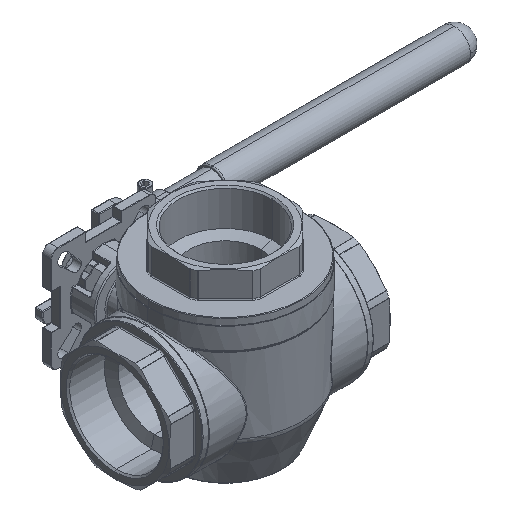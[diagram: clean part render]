
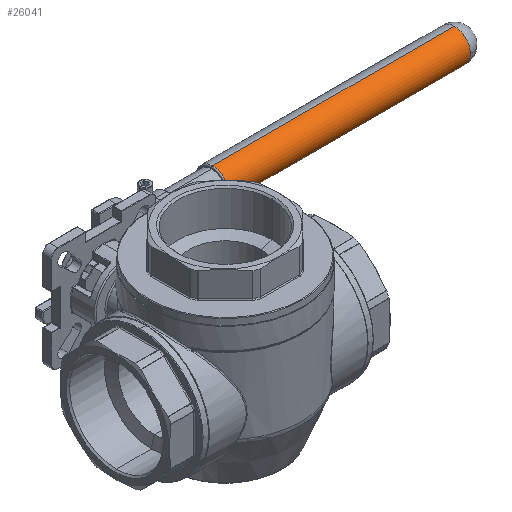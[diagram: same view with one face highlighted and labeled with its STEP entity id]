
A CAD part, isometric view. The second image highlights one B-rep face of the part: STEP entity #26041.
In plain terms, the highlighted cylindrical face has radius 14.5 mm (diameter 29 mm), a partial arc.
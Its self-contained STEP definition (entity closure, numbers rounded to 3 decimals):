
#362 = AXIS2_PLACEMENT_3D ( 'NONE', #21478, #8330, #7562 ) ;
#1435 = CARTESIAN_POINT ( 'NONE',  ( 345., 123., 0. ) ) ;
#1678 = FACE_OUTER_BOUND ( 'NONE', #20935, .T. ) ;
#5447 = ORIENTED_EDGE ( 'NONE', *, *, #21024, .T. ) ;
#7562 = DIRECTION ( 'NONE',  ( 0., 0., -1. ) ) ;
#7598 = VECTOR ( 'NONE', #15459, 1000. ) ;
#8330 = DIRECTION ( 'NONE',  ( 1., 0., 0. ) ) ;
#8956 = EDGE_CURVE ( 'NONE', #9856, #32837, #33968, .T. ) ;
#9321 = ORIENTED_EDGE ( 'NONE', *, *, #22982, .F. ) ;
#9856 = VERTEX_POINT ( 'NONE', #17999 ) ;
#11048 = DIRECTION ( 'NONE',  ( 0., 0., -1. ) ) ;
#11199 = AXIS2_PLACEMENT_3D ( 'NONE', #15213, #52340, #29597 ) ;
#11256 = CARTESIAN_POINT ( 'NONE',  ( 379.01, 137.5, 0. ) ) ;
#11455 = LINE ( 'NONE', #33771, #22116 ) ;
#11702 = CARTESIAN_POINT ( 'NONE',  ( 126., 137.5, 0. ) ) ;
#11832 = ORIENTED_EDGE ( 'NONE', *, *, #20163, .F. ) ;
#14804 = DIRECTION ( 'NONE',  ( 1., 0., 0. ) ) ;
#14926 = CIRCLE ( 'NONE', #24120, 14.5 ) ;
#14931 = ORIENTED_EDGE ( 'NONE', *, *, #37693, .F. ) ;
#15213 = CARTESIAN_POINT ( 'NONE',  ( 345., 137.5, 0. ) ) ;
#15459 = DIRECTION ( 'NONE',  ( 1., 0., 0. ) ) ;
#17999 = CARTESIAN_POINT ( 'NONE',  ( 126., 137.5, -14.5 ) ) ;
#20163 = EDGE_CURVE ( 'NONE', #44162, #49534, #11455, .T. ) ;
#20935 = EDGE_LOOP ( 'NONE', ( #11832, #5447, #30120, #9321, #14931 ) ) ;
#21024 = EDGE_CURVE ( 'NONE', #44162, #9856, #14926, .T. ) ;
#21478 = CARTESIAN_POINT ( 'NONE',  ( 345., 137.5, 0. ) ) ;
#22116 = VECTOR ( 'NONE', #14804, 1000. ) ;
#22513 = CARTESIAN_POINT ( 'NONE',  ( 345., 137.5, -14.5 ) ) ;
#22781 = AXIS2_PLACEMENT_3D ( 'NONE', #11256, #29614, #11048 ) ;
#22982 = EDGE_CURVE ( 'NONE', #24769, #32837, #54155, .T. ) ;
#24120 = AXIS2_PLACEMENT_3D ( 'NONE', #11702, #53399, #26034 ) ;
#24769 = VERTEX_POINT ( 'NONE', #1435 ) ;
#26034 = DIRECTION ( 'NONE',  ( 0., 0., 1. ) ) ;
#26041 = ADVANCED_FACE ( 'NONE', ( #1678 ), #48805, .T. ) ;
#26209 = CARTESIAN_POINT ( 'NONE',  ( 126., 137.5, 14.5 ) ) ;
#26402 = CIRCLE ( 'NONE', #362, 14.5 ) ;
#29597 = DIRECTION ( 'NONE',  ( 0., 0., -1. ) ) ;
#29614 = DIRECTION ( 'NONE',  ( 1., 0., 0. ) ) ;
#30120 = ORIENTED_EDGE ( 'NONE', *, *, #8956, .T. ) ;
#32837 = VERTEX_POINT ( 'NONE', #22513 ) ;
#33771 = CARTESIAN_POINT ( 'NONE',  ( 379.01, 137.5, 14.5 ) ) ;
#33968 = LINE ( 'NONE', #38421, #7598 ) ;
#37693 = EDGE_CURVE ( 'NONE', #49534, #24769, #26402, .T. ) ;
#38421 = CARTESIAN_POINT ( 'NONE',  ( 379.01, 137.5, -14.5 ) ) ;
#44162 = VERTEX_POINT ( 'NONE', #26209 ) ;
#48805 = CYLINDRICAL_SURFACE ( 'NONE', #22781, 14.5 ) ;
#49534 = VERTEX_POINT ( 'NONE', #56246 ) ;
#52340 = DIRECTION ( 'NONE',  ( 1., 0., 0. ) ) ;
#53399 = DIRECTION ( 'NONE',  ( 1., 0., 0. ) ) ;
#54155 = CIRCLE ( 'NONE', #11199, 14.5 ) ;
#56246 = CARTESIAN_POINT ( 'NONE',  ( 345., 137.5, 14.5 ) ) ;
